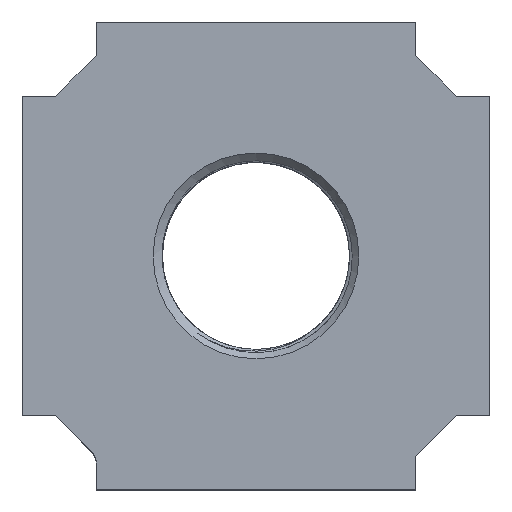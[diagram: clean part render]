
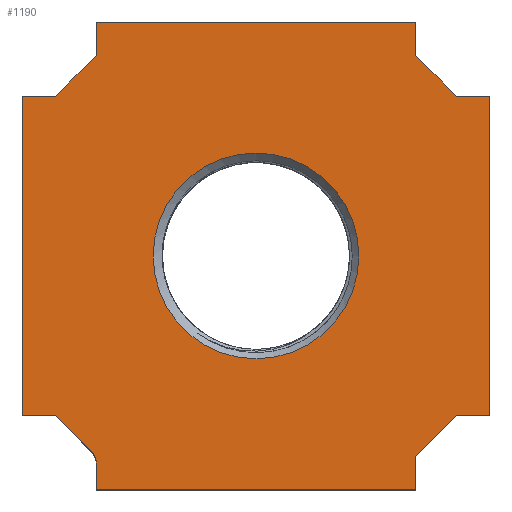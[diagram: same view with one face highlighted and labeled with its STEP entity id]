
A CAD part, top view. The second image highlights one B-rep face of the part: STEP entity #1190.
In plain terms, the highlighted planar face has unit normal (0, 0, 1).
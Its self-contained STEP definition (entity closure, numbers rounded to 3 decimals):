
#18=FACE_BOUND('',#183,.T.);
#46=PLANE('',#1282);
#115=FACE_OUTER_BOUND('',#182,.T.);
#182=EDGE_LOOP('',(#1058,#1059,#1060,#1061,#1062,#1063,#1064,#1065,#1066,
#1067,#1068,#1069,#1070,#1071,#1072,#1073,#1074));
#183=EDGE_LOOP('',(#1075));
#199=CIRCLE('',#1280,10.953);
#320=LINE('',#3083,#430);
#335=LINE('',#3111,#445);
#338=LINE('',#3116,#448);
#340=LINE('',#3120,#450);
#342=LINE('',#3124,#452);
#344=LINE('',#3128,#454);
#346=LINE('',#3132,#456);
#348=LINE('',#3136,#458);
#349=LINE('',#3138,#459);
#351=LINE('',#5092,#461);
#352=LINE('',#5094,#462);
#353=LINE('',#5095,#463);
#354=LINE('',#5097,#464);
#355=LINE('',#5099,#465);
#356=LINE('',#5101,#466);
#357=LINE('',#5103,#467);
#358=LINE('',#5104,#468);
#430=VECTOR('',#1445,10.);
#445=VECTOR('',#1470,10.);
#448=VECTOR('',#1475,10.);
#450=VECTOR('',#1479,10.);
#452=VECTOR('',#1483,10.);
#454=VECTOR('',#1487,10.);
#456=VECTOR('',#1491,10.);
#458=VECTOR('',#1495,10.);
#459=VECTOR('',#1498,10.);
#461=VECTOR('',#1516,10.);
#462=VECTOR('',#1517,10.);
#463=VECTOR('',#1518,10.);
#464=VECTOR('',#1519,10.);
#465=VECTOR('',#1520,10.);
#466=VECTOR('',#1521,10.);
#467=VECTOR('',#1522,10.);
#468=VECTOR('',#1523,10.);
#560=VERTEX_POINT('',#3081);
#561=VERTEX_POINT('',#3082);
#568=VERTEX_POINT('',#3108);
#569=VERTEX_POINT('',#3110);
#570=VERTEX_POINT('',#3114);
#571=VERTEX_POINT('',#3118);
#572=VERTEX_POINT('',#3122);
#573=VERTEX_POINT('',#3126);
#574=VERTEX_POINT('',#3130);
#575=VERTEX_POINT('',#3134);
#577=VERTEX_POINT('',#4050);
#579=VERTEX_POINT('',#5090);
#580=VERTEX_POINT('',#5091);
#581=VERTEX_POINT('',#5093);
#582=VERTEX_POINT('',#5096);
#583=VERTEX_POINT('',#5098);
#584=VERTEX_POINT('',#5100);
#585=VERTEX_POINT('',#5102);
#704=EDGE_CURVE('',#560,#561,#320,.T.);
#719=EDGE_CURVE('',#569,#568,#335,.T.);
#722=EDGE_CURVE('',#568,#570,#338,.T.);
#724=EDGE_CURVE('',#570,#571,#340,.T.);
#726=EDGE_CURVE('',#571,#572,#342,.T.);
#728=EDGE_CURVE('',#572,#573,#344,.T.);
#730=EDGE_CURVE('',#573,#574,#346,.T.);
#732=EDGE_CURVE('',#575,#574,#348,.T.);
#733=EDGE_CURVE('',#561,#575,#349,.T.);
#740=EDGE_CURVE('',#577,#577,#199,.T.);
#745=EDGE_CURVE('',#579,#580,#351,.T.);
#746=EDGE_CURVE('',#580,#581,#352,.T.);
#747=EDGE_CURVE('',#581,#569,#353,.T.);
#748=EDGE_CURVE('',#582,#560,#354,.T.);
#749=EDGE_CURVE('',#583,#582,#355,.T.);
#750=EDGE_CURVE('',#583,#584,#356,.T.);
#751=EDGE_CURVE('',#584,#585,#357,.T.);
#752=EDGE_CURVE('',#585,#579,#358,.T.);
#1058=ORIENTED_EDGE('',*,*,#745,.T.);
#1059=ORIENTED_EDGE('',*,*,#746,.T.);
#1060=ORIENTED_EDGE('',*,*,#747,.T.);
#1061=ORIENTED_EDGE('',*,*,#719,.T.);
#1062=ORIENTED_EDGE('',*,*,#722,.T.);
#1063=ORIENTED_EDGE('',*,*,#724,.T.);
#1064=ORIENTED_EDGE('',*,*,#726,.T.);
#1065=ORIENTED_EDGE('',*,*,#728,.T.);
#1066=ORIENTED_EDGE('',*,*,#730,.T.);
#1067=ORIENTED_EDGE('',*,*,#732,.F.);
#1068=ORIENTED_EDGE('',*,*,#733,.F.);
#1069=ORIENTED_EDGE('',*,*,#704,.F.);
#1070=ORIENTED_EDGE('',*,*,#748,.F.);
#1071=ORIENTED_EDGE('',*,*,#749,.F.);
#1072=ORIENTED_EDGE('',*,*,#750,.T.);
#1073=ORIENTED_EDGE('',*,*,#751,.T.);
#1074=ORIENTED_EDGE('',*,*,#752,.T.);
#1075=ORIENTED_EDGE('',*,*,#740,.F.);
#1190=ADVANCED_FACE('',(#115,#18),#46,.T.);
#1280=AXIS2_PLACEMENT_3D('',#4051,#1509,#1510);
#1282=AXIS2_PLACEMENT_3D('',#5089,#1514,#1515);
#1445=DIRECTION('',(-0.383,0.924,0.));
#1470=DIRECTION('',(0.,1.,0.));
#1475=DIRECTION('',(-1.,0.,0.));
#1479=DIRECTION('',(0.,-1.,0.));
#1483=DIRECTION('',(-0.707,-0.707,0.));
#1487=DIRECTION('',(-1.,0.,0.));
#1491=DIRECTION('',(0.,-1.,0.));
#1495=DIRECTION('',(-1.,0.,0.));
#1498=DIRECTION('',(-0.707,0.707,0.));
#1509=DIRECTION('center_axis',(0.,0.,1.));
#1510=DIRECTION('ref_axis',(-1.,0.,0.));
#1514=DIRECTION('center_axis',(0.,0.,1.));
#1515=DIRECTION('ref_axis',(1.,0.,0.));
#1516=DIRECTION('',(0.,1.,0.));
#1517=DIRECTION('',(-1.,0.,0.));
#1518=DIRECTION('',(-0.707,0.707,0.));
#1519=DIRECTION('',(0.,1.,0.));
#1520=DIRECTION('',(-1.,0.,0.));
#1521=DIRECTION('',(0.,1.,0.));
#1522=DIRECTION('',(0.707,0.707,0.));
#1523=DIRECTION('',(1.,0.,0.));
#3081=CARTESIAN_POINT('',(-37.93,-0.895,20.));
#3082=CARTESIAN_POINT('',(-38.283,-0.042,20.));
#3083=CARTESIAN_POINT('',(-38.942,1.549,20.));
#3108=CARTESIAN_POINT('',(-3.93,45.83,20.));
#3110=CARTESIAN_POINT('',(-3.93,42.255,20.));
#3111=CARTESIAN_POINT('',(-3.93,42.255,20.));
#3114=CARTESIAN_POINT('',(-37.93,45.83,20.));
#3116=CARTESIAN_POINT('',(-3.93,45.83,20.));
#3118=CARTESIAN_POINT('',(-37.93,42.255,20.));
#3120=CARTESIAN_POINT('',(-37.93,46.03,20.));
#3122=CARTESIAN_POINT('',(-42.255,37.93,20.));
#3124=CARTESIAN_POINT('',(-37.93,42.255,20.));
#3126=CARTESIAN_POINT('',(-45.83,37.93,20.));
#3128=CARTESIAN_POINT('',(-42.255,37.93,20.));
#3130=CARTESIAN_POINT('',(-45.83,3.93,20.));
#3132=CARTESIAN_POINT('',(-45.83,37.93,20.));
#3134=CARTESIAN_POINT('',(-42.255,3.93,20.));
#3136=CARTESIAN_POINT('',(-42.255,3.93,20.));
#3138=CARTESIAN_POINT('',(-37.93,-0.395,20.));
#4050=CARTESIAN_POINT('',(-9.977,20.93,20.));
#4051=CARTESIAN_POINT('Origin',(-20.93,20.93,20.));
#5089=CARTESIAN_POINT('Origin',(2.141,20.93,20.));
#5090=CARTESIAN_POINT('',(3.97,3.93,20.));
#5091=CARTESIAN_POINT('',(3.97,37.93,20.));
#5092=CARTESIAN_POINT('',(3.97,3.93,20.));
#5093=CARTESIAN_POINT('',(0.395,37.93,20.));
#5094=CARTESIAN_POINT('',(4.17,37.93,20.));
#5095=CARTESIAN_POINT('',(0.395,37.93,20.));
#5096=CARTESIAN_POINT('',(-37.93,-3.97,20.));
#5097=CARTESIAN_POINT('',(-37.93,-4.17,20.));
#5098=CARTESIAN_POINT('',(-3.971,-3.97,20.));
#5099=CARTESIAN_POINT('',(-37.73,-3.97,20.));
#5100=CARTESIAN_POINT('',(-3.971,-0.437,20.));
#5101=CARTESIAN_POINT('',(-3.971,-4.17,20.));
#5102=CARTESIAN_POINT('',(0.395,3.93,20.));
#5103=CARTESIAN_POINT('',(-3.971,-0.437,20.));
#5104=CARTESIAN_POINT('',(0.395,3.93,20.));
